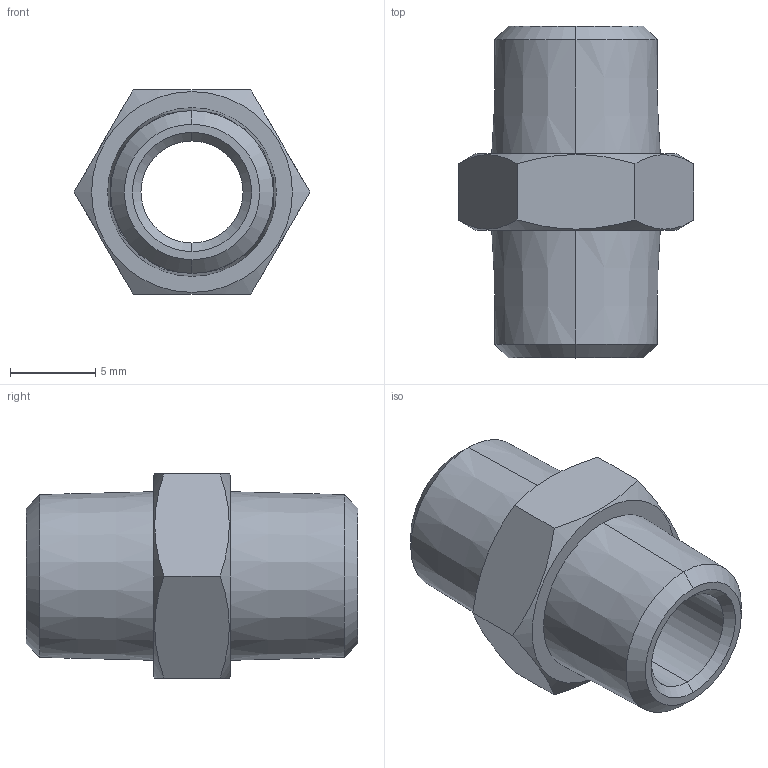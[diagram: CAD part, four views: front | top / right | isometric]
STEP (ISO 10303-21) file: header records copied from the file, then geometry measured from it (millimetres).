
FILE_DESCRIPTION(( 'RA.12.18.18.STEP' ), '1');
FILE_NAME( 'RA.12.18.18.STEP', '2018-09-19T08:56:46',( 'Sopra'),('sopra-pneumatic.com'), 'SwSTEP 2.0','SolidWorks 2009','' );
FILE_SCHEMA (( 'CONFIG_CONTROL_DESIGN' ));
Length unit declared in the file: millimetre
Products named in the file (1): 05020101
Bounding box: 13.86 x 19.5 x 12 mm (x, y, z)
Volume: 1096.4 mm3; surface area: 1144.7 mm2
Topology: 1 solids, 1 shells, 26 faces, 60 edges, 38 vertices
Faces by surface type: cone 14, plane 10, cylinder 2
Entity records: 899 total; most frequent: CARTESIAN_POINT 237, DIRECTION 120, ORIENTED_EDGE 120, EDGE_CURVE 60, AXIS2_PLACEMENT_3D 49, VERTEX_POINT 38, EDGE_LOOP 30, FACE_OUTER_BOUND 26
